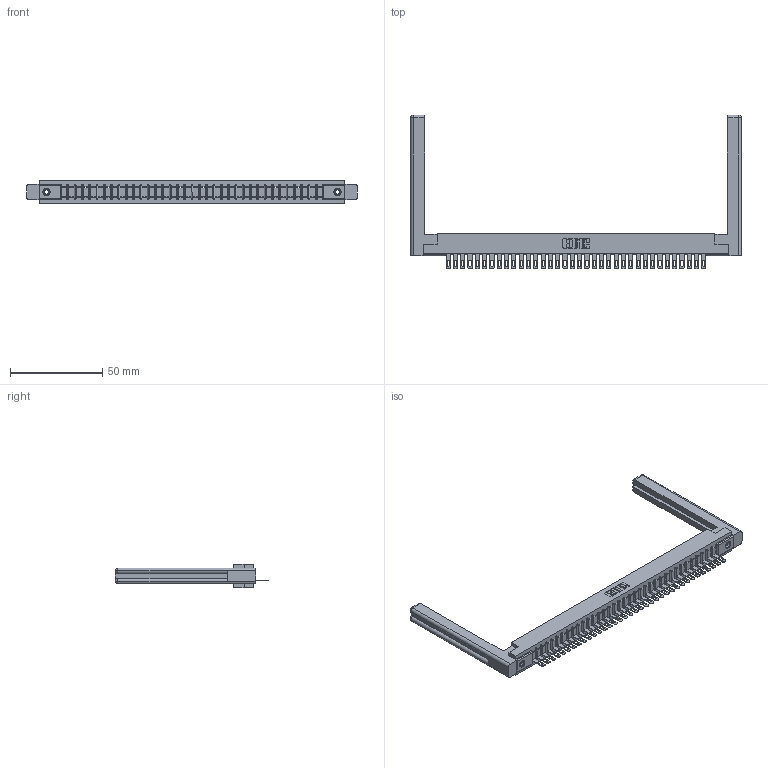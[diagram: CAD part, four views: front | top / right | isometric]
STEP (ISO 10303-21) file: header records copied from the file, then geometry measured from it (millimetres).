
FILE_DESCRIPTION (( 'STEP AP203' ), '1' );
FILE_NAME ('357-036-505-158.STEP', '2019-09-14T07:21:05', ( '' ), ( '' ), 'SwSTEP 2.0', 'SolidWorks 2016', '' );
FILE_SCHEMA (( 'CONFIG_CONTROL_DESIGN' ));
Length unit declared in the file: inch
Products named in the file (5): 307 Part_.156 Dia Mounting Holes; 307-220-058; 307-290-001_505; 357-036-505-158; 345-250-001_345-250-001-102
Assembly tree (41 placements, depth 2):
  357-036-505-158
    307 Part_.156 Dia Mounting Holes
    307-290-001_505  x36
    307-220-058  x2
    345-250-001_345-250-001-102  x2
Bounding box: 179.27 x 83.49 x 12.7 mm (x, y, z)
Volume: 25789.2 mm3; surface area: 25127.4 mm2
Topology: 41 solids, 41 shells, 2313 faces, 6509 edges, 4178 vertices
Faces by surface type: plane 1450, cylinder 765, sphere 74, torus 12, cone 12
Entity records: 34209 total; most frequent: CARTESIAN_POINT 5767, ORIENTED_EDGE 5692, DIRECTION 5574, EDGE_CURVE 2846, VECTOR 2176, LINE 2176, VERTEX_POINT 1838, AXIS2_PLACEMENT_3D 1699
